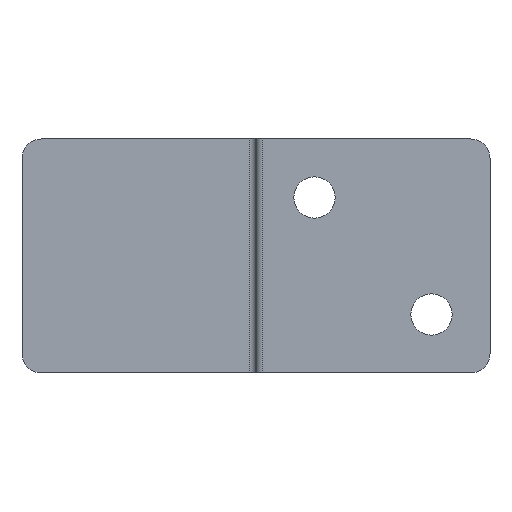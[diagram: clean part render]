
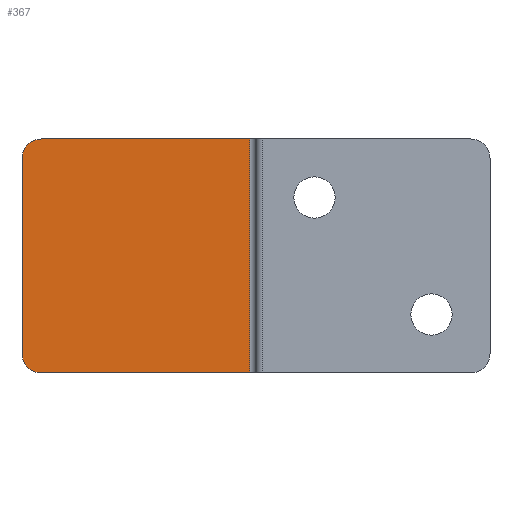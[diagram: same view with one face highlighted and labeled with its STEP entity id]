
A CAD part, left-side view. The second image highlights one B-rep face of the part: STEP entity #367.
In plain terms, the highlighted planar face has unit normal (-1, 0, 0).
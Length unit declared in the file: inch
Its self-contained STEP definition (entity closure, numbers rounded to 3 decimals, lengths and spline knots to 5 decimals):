
#35=FACE_OUTER_BOUND('',#55,.T.);
#55=EDGE_LOOP('',(#273,#274,#275,#276,#277,#278));
#78=LINE('',#555,#110);
#89=LINE('',#584,#121);
#90=LINE('',#587,#122);
#91=LINE('',#591,#123);
#110=VECTOR('',#440,1.334);
#121=VECTOR('',#465,1.5);
#122=VECTOR('',#468,1.334);
#123=VECTOR('',#471,1.25);
#147=CIRCLE('',#402,0.125);
#148=CIRCLE('',#403,0.125);
#164=VERTEX_POINT('',#552);
#165=VERTEX_POINT('',#554);
#176=VERTEX_POINT('',#582);
#177=VERTEX_POINT('',#586);
#178=VERTEX_POINT('',#588);
#179=VERTEX_POINT('',#590);
#200=EDGE_CURVE('',#164,#165,#78,.T.);
#215=EDGE_CURVE('',#164,#176,#89,.T.);
#216=EDGE_CURVE('',#176,#177,#90,.T.);
#217=EDGE_CURVE('',#178,#177,#147,.T.);
#218=EDGE_CURVE('',#178,#179,#91,.T.);
#219=EDGE_CURVE('',#165,#179,#148,.T.);
#273=ORIENTED_EDGE('',*,*,#215,.T.);
#274=ORIENTED_EDGE('',*,*,#216,.T.);
#275=ORIENTED_EDGE('',*,*,#217,.F.);
#276=ORIENTED_EDGE('',*,*,#218,.T.);
#277=ORIENTED_EDGE('',*,*,#219,.F.);
#278=ORIENTED_EDGE('',*,*,#200,.F.);
#355=PLANE('',#401);
#367=ADVANCED_FACE('',(#35),#355,.T.);
#401=AXIS2_PLACEMENT_3D('',#585,#466,#467);
#402=AXIS2_PLACEMENT_3D('',#589,#469,#470);
#403=AXIS2_PLACEMENT_3D('',#592,#472,#473);
#440=DIRECTION('',(0.,1.,0.));
#465=DIRECTION('',(0.,0.,1.));
#466=DIRECTION('center_axis',(-1.,0.,0.));
#467=DIRECTION('ref_axis',(0.,-1.,0.));
#468=DIRECTION('',(0.,1.,0.));
#469=DIRECTION('center_axis',(1.,0.,0.));
#470=DIRECTION('ref_axis',(0.,1.,0.));
#471=DIRECTION('',(0.,0.,-1.));
#472=DIRECTION('center_axis',(1.,0.,0.));
#473=DIRECTION('ref_axis',(0.,0.,-1.));
#552=CARTESIAN_POINT('',(0.375,1.541,-0.75));
#554=CARTESIAN_POINT('',(0.375,2.875,-0.75));
#555=CARTESIAN_POINT('',(0.375,1.541,-0.75));
#582=CARTESIAN_POINT('',(0.375,1.541,0.75));
#584=CARTESIAN_POINT('',(0.375,1.541,-0.75));
#585=CARTESIAN_POINT('Origin',(0.375,3.,-0.75));
#586=CARTESIAN_POINT('',(0.375,2.875,0.75));
#587=CARTESIAN_POINT('',(0.375,1.541,0.75));
#588=CARTESIAN_POINT('',(0.375,3.,0.625));
#589=CARTESIAN_POINT('Origin',(0.375,2.875,0.625));
#590=CARTESIAN_POINT('',(0.375,3.,-0.625));
#591=CARTESIAN_POINT('',(0.375,3.,0.625));
#592=CARTESIAN_POINT('Origin',(0.375,2.875,-0.625));
